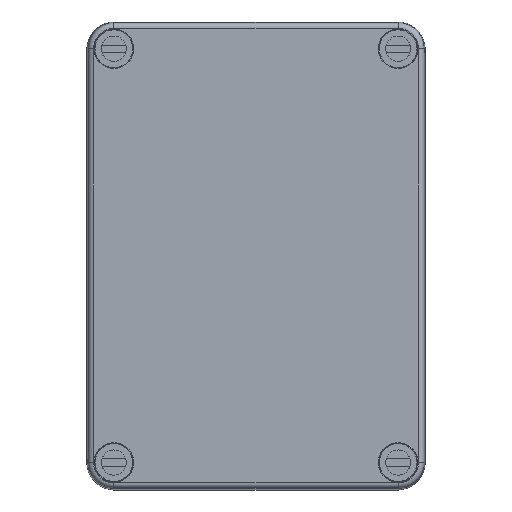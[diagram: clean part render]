
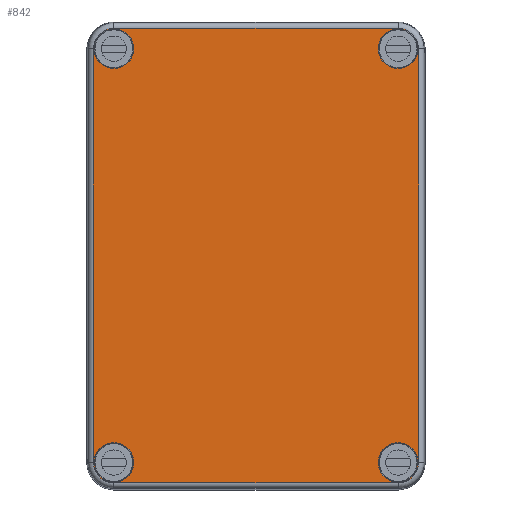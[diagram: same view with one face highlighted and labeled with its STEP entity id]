
A CAD part, top view. The second image highlights one B-rep face of the part: STEP entity #842.
In plain terms, the highlighted planar face has unit normal (0, 0, 1).
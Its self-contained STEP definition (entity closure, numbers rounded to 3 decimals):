
#842 = ADVANCED_FACE( '', ( #2318, #2319, #2320, #2321, #2322 ), #2323, .F. );
#2318 = FACE_BOUND( '', #4651, .T. );
#2319 = FACE_BOUND( '', #4652, .T. );
#2320 = FACE_BOUND( '', #4653, .T. );
#2321 = FACE_BOUND( '', #4654, .T. );
#2322 = FACE_OUTER_BOUND( '', #4655, .T. );
#2323 = PLANE( '', #4656 );
#4651 = EDGE_LOOP( '', ( #7021 ) );
#4652 = EDGE_LOOP( '', ( #7022 ) );
#4653 = EDGE_LOOP( '', ( #7023 ) );
#4654 = EDGE_LOOP( '', ( #7024 ) );
#4655 = EDGE_LOOP( '', ( #7025, #7026, #7027, #7028, #7029, #7030, #7031, #7032 ) );
#4656 = AXIS2_PLACEMENT_3D( '', #7033, #7034, #7035 );
#7021 = ORIENTED_EDGE( '', *, *, #13112, .F. );
#7022 = ORIENTED_EDGE( '', *, *, #13113, .F. );
#7023 = ORIENTED_EDGE( '', *, *, #13114, .F. );
#7024 = ORIENTED_EDGE( '', *, *, #13115, .F. );
#7025 = ORIENTED_EDGE( '', *, *, #13116, .T. );
#7026 = ORIENTED_EDGE( '', *, *, #13117, .F. );
#7027 = ORIENTED_EDGE( '', *, *, #13118, .T. );
#7028 = ORIENTED_EDGE( '', *, *, #13119, .T. );
#7029 = ORIENTED_EDGE( '', *, *, #13120, .F. );
#7030 = ORIENTED_EDGE( '', *, *, #13121, .T. );
#7031 = ORIENTED_EDGE( '', *, *, #13122, .F. );
#7032 = ORIENTED_EDGE( '', *, *, #13110, .F. );
#7033 = CARTESIAN_POINT( '', ( -45.173, 57.5, 39. ) );
#7034 = DIRECTION( '', ( 0., 0., -1. ) );
#7035 = DIRECTION( '', ( -1., 0., 0. ) );
#13110 = EDGE_CURVE( '', #15510, #15505, #15512, .T. );
#13112 = EDGE_CURVE( '', #15514, #15514, #15515, .T. );
#13113 = EDGE_CURVE( '', #15516, #15516, #15517, .T. );
#13114 = EDGE_CURVE( '', #15518, #15518, #15519, .T. );
#13115 = EDGE_CURVE( '', #15520, #15520, #15521, .T. );
#13116 = EDGE_CURVE( '', #15510, #15522, #15523, .T. );
#13117 = EDGE_CURVE( '', #15524, #15522, #15525, .T. );
#13118 = EDGE_CURVE( '', #15524, #15526, #15527, .T. );
#13119 = EDGE_CURVE( '', #15526, #15528, #15529, .T. );
#13120 = EDGE_CURVE( '', #15530, #15528, #15531, .T. );
#13121 = EDGE_CURVE( '', #15530, #15532, #15533, .T. );
#13122 = EDGE_CURVE( '', #15505, #15532, #15534, .T. );
#15505 = VERTEX_POINT( '', #19024 );
#15510 = VERTEX_POINT( '', #19030 );
#15512 = LINE( '', #19032, #19033 );
#15514 = VERTEX_POINT( '', #19035 );
#15515 = CIRCLE( '', #19036, 5.5 );
#15516 = VERTEX_POINT( '', #19037 );
#15517 = CIRCLE( '', #19038, 5.5 );
#15518 = VERTEX_POINT( '', #19039 );
#15519 = CIRCLE( '', #19040, 5.5 );
#15520 = VERTEX_POINT( '', #19041 );
#15521 = CIRCLE( '', #19042, 5.5 );
#15522 = VERTEX_POINT( '', #19043 );
#15523 = CIRCLE( '', #19044, 5.673 );
#15524 = VERTEX_POINT( '', #19045 );
#15525 = LINE( '', #19046, #19047 );
#15526 = VERTEX_POINT( '', #19048 );
#15527 = CIRCLE( '', #19049, 5.673 );
#15528 = VERTEX_POINT( '', #19050 );
#15529 = LINE( '', #19051, #19052 );
#15530 = VERTEX_POINT( '', #19053 );
#15531 = CIRCLE( '', #19054, 5.673 );
#15532 = VERTEX_POINT( '', #19055 );
#15533 = LINE( '', #19056, #19057 );
#15534 = CIRCLE( '', #19058, 5.673 );
#19024 = CARTESIAN_POINT( '', ( -39.5, -63.173, 39. ) );
#19030 = CARTESIAN_POINT( '', ( 39.5, -63.173, 39. ) );
#19032 = CARTESIAN_POINT( '', ( 39.5, -63.173, 39. ) );
#19033 = VECTOR( '', #23604, 1000. );
#19035 = CARTESIAN_POINT( '', ( -34., -57.5, 39. ) );
#19036 = AXIS2_PLACEMENT_3D( '', #23605, #23606, #23607 );
#19037 = CARTESIAN_POINT( '', ( 45., -57.5, 39. ) );
#19038 = AXIS2_PLACEMENT_3D( '', #23608, #23609, #23610 );
#19039 = CARTESIAN_POINT( '', ( -34., 57.5, 39. ) );
#19040 = AXIS2_PLACEMENT_3D( '', #23611, #23612, #23613 );
#19041 = CARTESIAN_POINT( '', ( 45., 57.5, 39. ) );
#19042 = AXIS2_PLACEMENT_3D( '', #23614, #23615, #23616 );
#19043 = CARTESIAN_POINT( '', ( 45.173, -57.5, 39. ) );
#19044 = AXIS2_PLACEMENT_3D( '', #23617, #23618, #23619 );
#19045 = CARTESIAN_POINT( '', ( 45.173, 57.5, 39. ) );
#19046 = CARTESIAN_POINT( '', ( 45.173, 57.5, 39. ) );
#19047 = VECTOR( '', #23620, 1000. );
#19048 = CARTESIAN_POINT( '', ( 39.5, 63.173, 39. ) );
#19049 = AXIS2_PLACEMENT_3D( '', #23621, #23622, #23623 );
#19050 = CARTESIAN_POINT( '', ( -39.5, 63.173, 39. ) );
#19051 = CARTESIAN_POINT( '', ( 39.5, 63.173, 39. ) );
#19052 = VECTOR( '', #23624, 1000. );
#19053 = CARTESIAN_POINT( '', ( -45.173, 57.5, 39. ) );
#19054 = AXIS2_PLACEMENT_3D( '', #23625, #23626, #23627 );
#19055 = CARTESIAN_POINT( '', ( -45.173, -57.5, 39. ) );
#19056 = CARTESIAN_POINT( '', ( -45.173, 57.5, 39. ) );
#19057 = VECTOR( '', #23628, 1000. );
#19058 = AXIS2_PLACEMENT_3D( '', #23629, #23630, #23631 );
#23604 = DIRECTION( '', ( -1., 0., 0. ) );
#23605 = CARTESIAN_POINT( '', ( -39.5, -57.5, 39. ) );
#23606 = DIRECTION( '', ( 0., 0., 1. ) );
#23607 = DIRECTION( '', ( 1., 0., 0. ) );
#23608 = CARTESIAN_POINT( '', ( 39.5, -57.5, 39. ) );
#23609 = DIRECTION( '', ( 0., 0., 1. ) );
#23610 = DIRECTION( '', ( 1., 0., 0. ) );
#23611 = CARTESIAN_POINT( '', ( -39.5, 57.5, 39. ) );
#23612 = DIRECTION( '', ( 0., 0., 1. ) );
#23613 = DIRECTION( '', ( 1., 0., 0. ) );
#23614 = CARTESIAN_POINT( '', ( 39.5, 57.5, 39. ) );
#23615 = DIRECTION( '', ( 0., 0., 1. ) );
#23616 = DIRECTION( '', ( 1., 0., 0. ) );
#23617 = CARTESIAN_POINT( '', ( 39.5, -57.5, 39. ) );
#23618 = DIRECTION( '', ( 0., 0., 1. ) );
#23619 = DIRECTION( '', ( 1., 0., 0. ) );
#23620 = DIRECTION( '', ( 0., -1., 0. ) );
#23621 = CARTESIAN_POINT( '', ( 39.5, 57.5, 39. ) );
#23622 = DIRECTION( '', ( 0., 0., 1. ) );
#23623 = DIRECTION( '', ( 1., 0., 0. ) );
#23624 = DIRECTION( '', ( -1., 0., 0. ) );
#23625 = CARTESIAN_POINT( '', ( -39.5, 57.5, 39. ) );
#23626 = DIRECTION( '', ( 0., 0., -1. ) );
#23627 = DIRECTION( '', ( -1., 0., 0. ) );
#23628 = DIRECTION( '', ( 0., -1., 0. ) );
#23629 = CARTESIAN_POINT( '', ( -39.5, -57.5, 39. ) );
#23630 = DIRECTION( '', ( 0., 0., -1. ) );
#23631 = DIRECTION( '', ( -1., 0., 0. ) );
